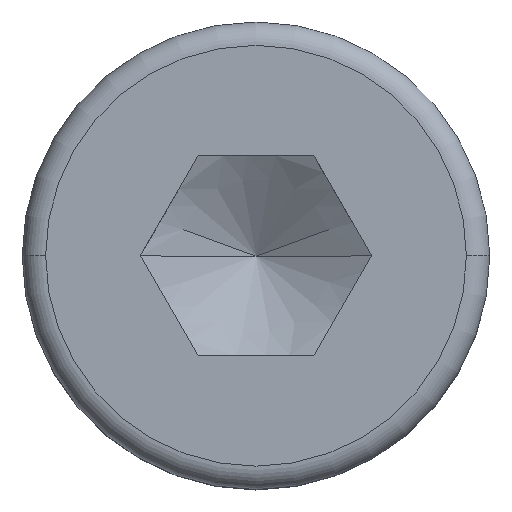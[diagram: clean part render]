
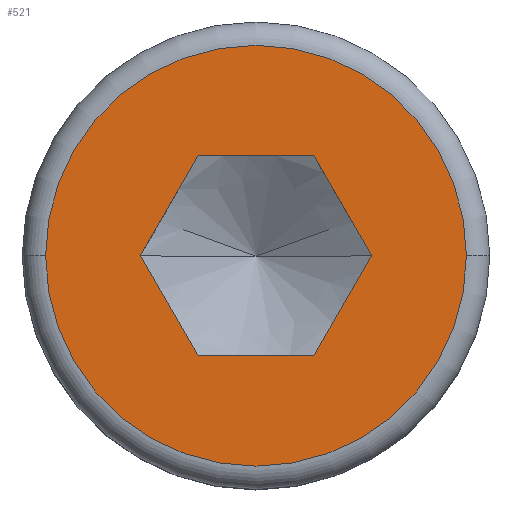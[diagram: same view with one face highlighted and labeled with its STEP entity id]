
A CAD part, top view. The second image highlights one B-rep face of the part: STEP entity #521.
In plain terms, the highlighted planar face has unit normal (0, 0, 1).
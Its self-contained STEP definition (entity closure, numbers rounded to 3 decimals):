
#1 = DIRECTION ( 'NONE',  ( 0.5, 0.866, 0. ) ) ;
#4 = VECTOR ( 'NONE', #1, 1000. ) ;
#13 = CARTESIAN_POINT ( 'NONE',  ( -0.866, -1.5, 4. ) ) ;
#26 = DIRECTION ( 'NONE',  ( 1., 0., 0. ) ) ;
#28 = VERTEX_POINT ( 'NONE', #284 ) ;
#33 = CARTESIAN_POINT ( 'NONE',  ( 0., 3.15, 4. ) ) ;
#54 = EDGE_CURVE ( 'E22', #57, #387, #159, .T. ) ;
#57 = VERTEX_POINT ( 'NONE', #567 ) ;
#61 = CARTESIAN_POINT ( 'NONE',  ( 1.732, 0., 4. ) ) ;
#65 = DIRECTION ( 'NONE',  ( 0., 0., 1. ) ) ;
#66 = LINE ( 'NONE', #473, #285 ) ;
#67 = VERTEX_POINT ( 'NONE', #368 ) ;
#78 = ORIENTED_EDGE ( 'NONE', *, *, #287, .T. ) ;
#85 = LINE ( 'NONE', #444, #251 ) ;
#96 = LINE ( 'NONE', #61, #568 ) ;
#97 = CIRCLE ( 'NONE', #531, 3.15 ) ;
#103 = CARTESIAN_POINT ( 'NONE',  ( -0.866, -1.5, 4. ) ) ;
#114 = DIRECTION ( 'NONE',  ( -1., 0., 0. ) ) ;
#120 = ORIENTED_EDGE ( 'NONE', *, *, #217, .T. ) ;
#134 = ORIENTED_EDGE ( 'NONE', *, *, #504, .T. ) ;
#145 = DIRECTION ( 'NONE',  ( -0.5, -0.866, 0. ) ) ;
#153 = ORIENTED_EDGE ( 'NONE', *, *, #427, .T. ) ;
#159 = LINE ( 'NONE', #245, #235 ) ;
#190 = VERTEX_POINT ( 'NONE', #481 ) ;
#193 = DIRECTION ( 'NONE',  ( 1., 0., 0. ) ) ;
#207 = VECTOR ( 'NONE', #239, 1000. ) ;
#217 = EDGE_CURVE ( 'E8', #190, #28, #85, .T. ) ;
#235 = VECTOR ( 'NONE', #338, 1000. ) ;
#239 = DIRECTION ( 'NONE',  ( -0.5, 0.866, 0. ) ) ;
#240 = DIRECTION ( 'NONE',  ( 0., 0., -1. ) ) ;
#245 = CARTESIAN_POINT ( 'NONE',  ( 0.866, -1.5, 4. ) ) ;
#251 = VECTOR ( 'NONE', #310, 1000. ) ;
#271 = LINE ( 'NONE', #533, #4 ) ;
#280 = ORIENTED_EDGE ( 'NONE', *, *, #494, .T. ) ;
#284 = CARTESIAN_POINT ( 'NONE',  ( 1.732, 0., 4. ) ) ;
#285 = VECTOR ( 'NONE', #193, 1000. ) ;
#287 = EDGE_CURVE ( 'E36', #359, #307, #271, .T. ) ;
#304 = LINE ( 'NONE', #103, #207 ) ;
#305 = ORIENTED_EDGE ( 'NONE', *, *, #54, .T. ) ;
#307 = VERTEX_POINT ( 'NONE', #412 ) ;
#310 = DIRECTION ( 'NONE',  ( 0.5, -0.866, 0. ) ) ;
#317 = EDGE_LOOP ( 'NONE', ( #134, #546 ) ) ;
#326 = CARTESIAN_POINT ( 'NONE',  ( 0., 0., 4. ) ) ;
#333 = AXIS2_PLACEMENT_3D ( 'NONE', #33, #240, #114 ) ;
#338 = DIRECTION ( 'NONE',  ( -1., 0., 0. ) ) ;
#359 = VERTEX_POINT ( 'NONE', #360 ) ;
#360 = CARTESIAN_POINT ( 'NONE',  ( -1.732, 0., 4. ) ) ;
#364 = CIRCLE ( 'NONE', #466, 3.15 ) ;
#368 = CARTESIAN_POINT ( 'NONE',  ( -3.15, 0., 4. ) ) ;
#375 = CARTESIAN_POINT ( 'NONE',  ( 0., 0., 4. ) ) ;
#383 = DIRECTION ( 'NONE',  ( 0., 0., 1. ) ) ;
#387 = VERTEX_POINT ( 'NONE', #13 ) ;
#412 = CARTESIAN_POINT ( 'NONE',  ( -0.866, 1.5, 4. ) ) ;
#413 = EDGE_CURVE ( 'E1', #67, #562, #97, .T. ) ;
#424 = DIRECTION ( 'NONE',  ( 1., 0., 0. ) ) ;
#427 = EDGE_CURVE ( 'E29', #387, #359, #304, .T. ) ;
#440 = EDGE_LOOP ( 'NONE', ( #120, #536, #305, #153, #78, #280 ) ) ;
#444 = CARTESIAN_POINT ( 'NONE',  ( 0.866, 1.5, 4. ) ) ;
#447 = EDGE_CURVE ( 'E15', #28, #57, #96, .T. ) ;
#466 = AXIS2_PLACEMENT_3D ( 'NONE', #375, #383, #26 ) ;
#473 = CARTESIAN_POINT ( 'NONE',  ( -0.866, 1.5, 4. ) ) ;
#474 = FACE_BOUND ( 'NONE', #440, .T. ) ;
#481 = CARTESIAN_POINT ( 'NONE',  ( 0.866, 1.5, 4. ) ) ;
#494 = EDGE_CURVE ( 'E43', #307, #190, #66, .T. ) ;
#504 = EDGE_CURVE ( 'E1', #562, #67, #364, .T. ) ;
#513 = PLANE ( 'NONE',  #333 ) ;
#521 = ADVANCED_FACE ( 'E0', ( #532, #474 ), #513, .F. ) ;
#531 = AXIS2_PLACEMENT_3D ( 'NONE', #326, #65, #424 ) ;
#532 = FACE_OUTER_BOUND ( 'NONE', #317, .T. ) ;
#533 = CARTESIAN_POINT ( 'NONE',  ( -1.732, 0., 4. ) ) ;
#536 = ORIENTED_EDGE ( 'NONE', *, *, #447, .T. ) ;
#546 = ORIENTED_EDGE ( 'NONE', *, *, #413, .T. ) ;
#562 = VERTEX_POINT ( 'NONE', #566 ) ;
#566 = CARTESIAN_POINT ( 'NONE',  ( 3.15, 0., 4. ) ) ;
#567 = CARTESIAN_POINT ( 'NONE',  ( 0.866, -1.5, 4. ) ) ;
#568 = VECTOR ( 'NONE', #145, 1000. ) ;
